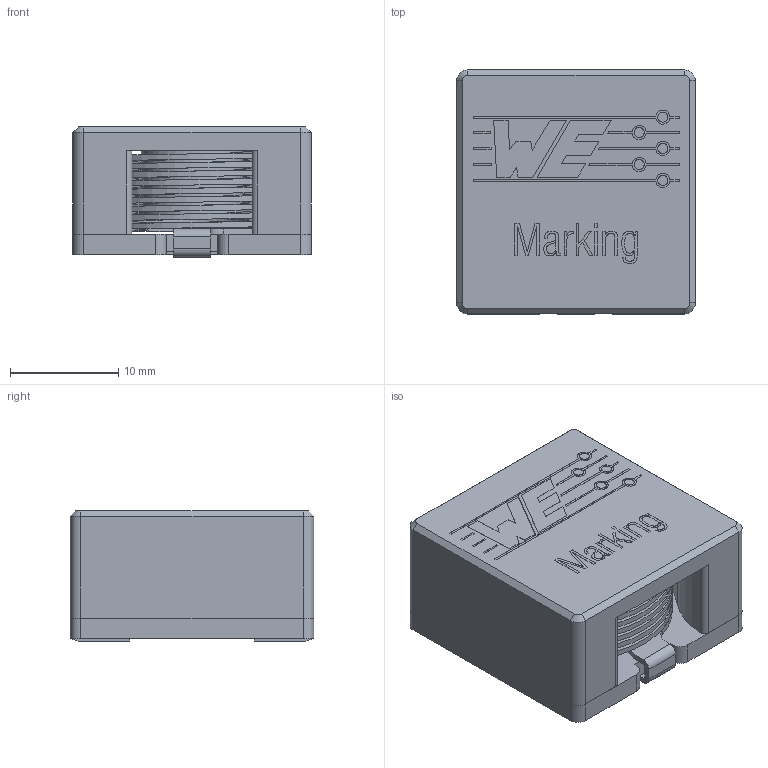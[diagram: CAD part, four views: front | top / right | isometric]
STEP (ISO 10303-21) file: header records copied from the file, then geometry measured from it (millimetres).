
FILE_DESCRIPTION( ( 'Unknown' ), '1' );
FILE_NAME( '7443558xxxx.stp', 'Unknown', ( 'Unknown' ), ( 'Unknown' ), 'PSStep 13.0', 'Unknown', ' ' );
FILE_SCHEMA( ( 'AUTOMOTIVE_DESIGN { 1 0 10303 214 1 1 1 1 }' ) );
Length unit declared in the file: millimetre
Products named in the file (4): Assem1; bottom; ferrite_housing; turns
Bounding box: 22 x 22.5 x 12 mm (x, y, z)
Surface area: 13966.7 mm2
Topology: 6 solids, 6 shells, 540 faces, 1414 edges, 938 vertices
Faces by surface type: plane 400, cylinder 74, extrusion 54, cone 8, bspline 4
Full cylindrical faces by diameter (mm): 9.4 x2
Entity records: 11849 total; most frequent: CARTESIAN_POINT 3407, ORIENTED_EDGE 1398, DIRECTION 1062, EDGE_CURVE 699, VERTEX_POINT 468, VECTOR 408, LINE 381, AXIS2_PLACEMENT_3D 327
